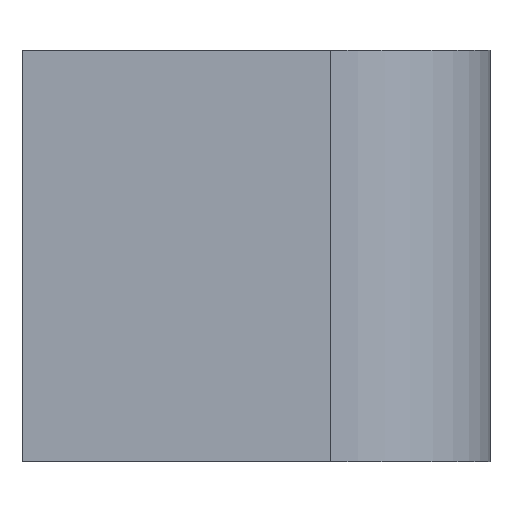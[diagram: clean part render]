
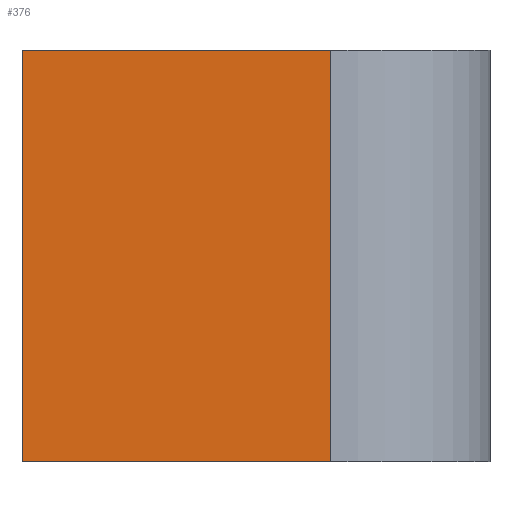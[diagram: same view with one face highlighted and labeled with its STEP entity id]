
A CAD part, front view. The second image highlights one B-rep face of the part: STEP entity #376.
In plain terms, the highlighted planar face has unit normal (0, -1, 0).
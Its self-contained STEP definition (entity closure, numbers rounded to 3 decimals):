
#55 = ORIENTED_EDGE ( 'NONE', *, *, #620, .F. ) ;
#74 = DIRECTION ( 'NONE',  ( 1., 0., 0. ) ) ;
#85 = CARTESIAN_POINT ( 'NONE',  ( -30., -15.5, 20. ) ) ;
#99 = PLANE ( 'NONE',  #680 ) ;
#110 = DIRECTION ( 'NONE',  ( 0., 1., 0. ) ) ;
#113 = ORIENTED_EDGE ( 'NONE', *, *, #400, .F. ) ;
#135 = CARTESIAN_POINT ( 'NONE',  ( 0., -15.5, 20. ) ) ;
#148 = EDGE_CURVE ( 'NONE', #669, #169, #688, .T. ) ;
#169 = VERTEX_POINT ( 'NONE', #565 ) ;
#171 = LINE ( 'NONE', #370, #626 ) ;
#194 = DIRECTION ( 'NONE',  ( 0., 0., -1. ) ) ;
#209 = DIRECTION ( 'NONE',  ( 0., 0., -1. ) ) ;
#214 = DIRECTION ( 'NONE',  ( 1., 0., 0. ) ) ;
#221 = VECTOR ( 'NONE', #194, 1000. ) ;
#259 = ORIENTED_EDGE ( 'NONE', *, *, #478, .T. ) ;
#265 = FACE_OUTER_BOUND ( 'NONE', #391, .T. ) ;
#269 = VERTEX_POINT ( 'NONE', #652 ) ;
#351 = CARTESIAN_POINT ( 'NONE',  ( -30., -15.5, -20. ) ) ;
#370 = CARTESIAN_POINT ( 'NONE',  ( -30., -15.5, 20. ) ) ;
#376 = ADVANCED_FACE ( 'NONE', ( #265 ), #99, .F. ) ;
#391 = EDGE_LOOP ( 'NONE', ( #259, #55, #113, #619 ) ) ;
#397 = CARTESIAN_POINT ( 'NONE',  ( 0., -15.5, -20. ) ) ;
#400 = EDGE_CURVE ( 'NONE', #669, #269, #171, .T. ) ;
#438 = DIRECTION ( 'NONE',  ( -1., 0., 0. ) ) ;
#443 = VECTOR ( 'NONE', #209, 1000. ) ;
#478 = EDGE_CURVE ( 'NONE', #169, #504, #661, .T. ) ;
#504 = VERTEX_POINT ( 'NONE', #397 ) ;
#531 = CARTESIAN_POINT ( 'NONE',  ( -30., -15.5, 20. ) ) ;
#565 = CARTESIAN_POINT ( 'NONE',  ( -30., -15.5, -20. ) ) ;
#586 = CARTESIAN_POINT ( 'NONE',  ( -30., -15.5, 20. ) ) ;
#602 = VECTOR ( 'NONE', #74, 1000. ) ;
#619 = ORIENTED_EDGE ( 'NONE', *, *, #148, .T. ) ;
#620 = EDGE_CURVE ( 'NONE', #269, #504, #630, .T. ) ;
#626 = VECTOR ( 'NONE', #214, 1000. ) ;
#630 = LINE ( 'NONE', #135, #221 ) ;
#652 = CARTESIAN_POINT ( 'NONE',  ( 0., -15.5, 20. ) ) ;
#661 = LINE ( 'NONE', #351, #602 ) ;
#669 = VERTEX_POINT ( 'NONE', #85 ) ;
#680 = AXIS2_PLACEMENT_3D ( 'NONE', #586, #110, #438 ) ;
#688 = LINE ( 'NONE', #531, #443 ) ;
